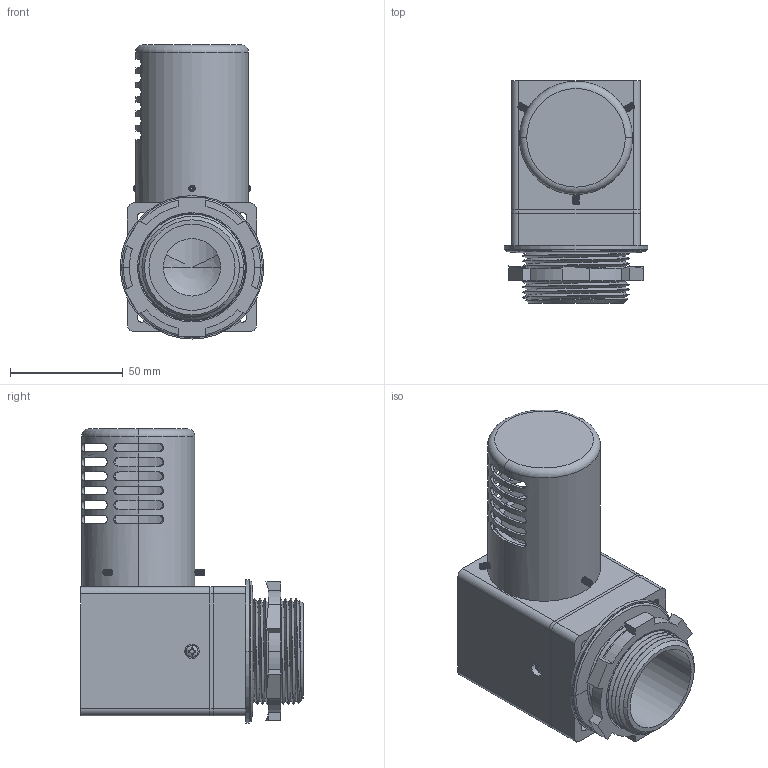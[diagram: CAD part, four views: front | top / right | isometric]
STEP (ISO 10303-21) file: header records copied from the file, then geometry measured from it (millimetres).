
FILE_DESCRIPTION((''),'2;1');
FILE_NAME('CAD-B0K0','2021-03-19T14:34:50',('dfuhrer'),(''),'CREO PARAMETRIC BY PTC INC, 2019292','CREO PARAMETRIC BY PTC INC, 2019292','');
FILE_SCHEMA(('AUTOMOTIVE_DESIGN { 1 0 10303 214 1 1 1 1 }'));
Products named in the file (1): CAD-B0K0
Bounding box: 63.5 x 98.41 x 130.18 mm (x, y, z)
Surface area: 77246.9 mm2 (no closed solid volume)
Topology: 0 solids, 24 shells, 305 faces, 1343 edges, 1028 vertices
Faces by surface type: plane 116, cylinder 116, cone 38, bspline 22, sphere 7, torus 6
Entity records: 41543 total; most frequent: CARTESIAN_POINT 29284, ORIENTED_EDGE 2057, DIRECTION 1810, EDGE_CURVE 1338, VERTEX_POINT 1028, AXIS2_PLACEMENT_3D 708, B_SPLINE_CURVE_WITH_KNOTS 519, CIRCLE 425
